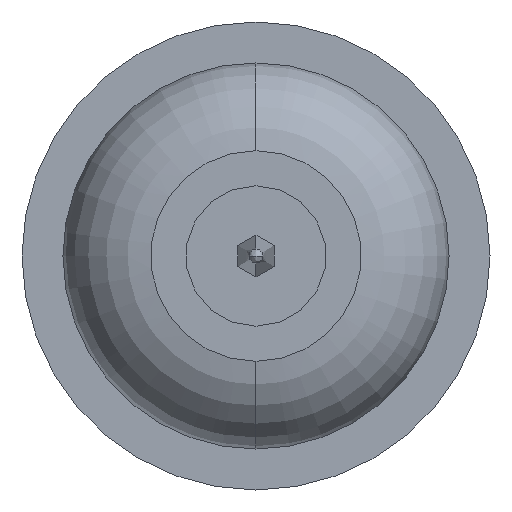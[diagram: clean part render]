
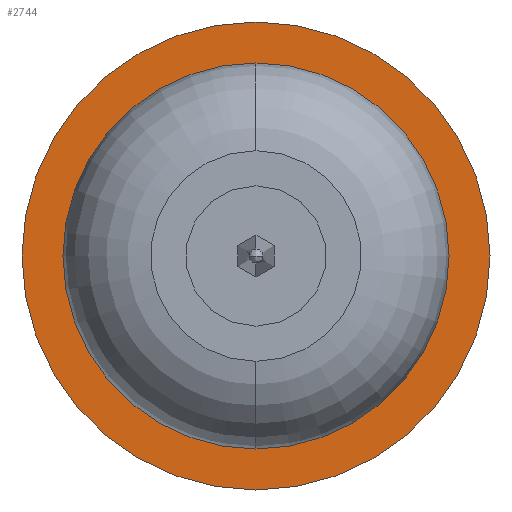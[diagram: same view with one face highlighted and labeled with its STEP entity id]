
A CAD part, front view. The second image highlights one B-rep face of the part: STEP entity #2744.
In plain terms, the highlighted planar face has unit normal (0, -1, 0).
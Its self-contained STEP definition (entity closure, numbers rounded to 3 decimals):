
#88 = VERTEX_POINT ( 'NONE', #656 ) ;
#138 = ORIENTED_EDGE ( 'NONE', *, *, #1479, .F. ) ;
#174 = CARTESIAN_POINT ( 'NONE',  ( 0., -2., 0.825 ) ) ;
#394 = EDGE_CURVE ( 'Defeature ausgef�hrt2_4+Defeature ausgef�hrt2_9+Defeature ausgef�hrt2_9+Defeature ausgef�hrt2_9', #88, #3598, #1455, .T. ) ;
#435 = PLANE ( 'NONE',  #707 ) ;
#447 = DIRECTION ( 'NONE',  ( 0., 1., 0. ) ) ;
#558 = DIRECTION ( 'NONE',  ( 0., 1., 0. ) ) ;
#563 = CARTESIAN_POINT ( 'NONE',  ( 0., -2., 0. ) ) ;
#624 = DIRECTION ( 'NONE',  ( 0., 1., 0. ) ) ;
#648 = EDGE_LOOP ( 'NONE', ( #3495, #2308 ) ) ;
#656 = CARTESIAN_POINT ( 'NONE',  ( 0., -2., -0.825 ) ) ;
#669 = DIRECTION ( 'NONE',  ( -1., 0., 0. ) ) ;
#698 = EDGE_CURVE ( 'Defeature ausgef�hrt2_5+Defeature ausgef�hrt2_4+Defeature ausgef�hrt2_4+Defeature ausgef�hrt2_4', #3438, #1275, #2974, .T. ) ;
#707 = AXIS2_PLACEMENT_3D ( 'NONE', #2810, #2514, #2890 ) ;
#1078 = EDGE_LOOP ( 'NONE', ( #1840, #138 ) ) ;
#1275 = VERTEX_POINT ( 'NONE', #2868 ) ;
#1293 = CIRCLE ( 'NONE', #1614, 0.825 ) ;
#1455 = CIRCLE ( 'NONE', #2991, 0.825 ) ;
#1479 = EDGE_CURVE ( 'Defeature ausgef�hrt2_5+Defeature ausgef�hrt2_4+Defeature ausgef�hrt2_4+Defeature ausgef�hrt2_4', #1275, #3438, #2279, .T. ) ;
#1614 = AXIS2_PLACEMENT_3D ( 'NONE', #3202, #447, #1698 ) ;
#1698 = DIRECTION ( 'NONE',  ( -1., 0., 0. ) ) ;
#1788 = DIRECTION ( 'NONE',  ( -1., 0., 0. ) ) ;
#1822 = AXIS2_PLACEMENT_3D ( 'NONE', #563, #624, #3902 ) ;
#1840 = ORIENTED_EDGE ( 'NONE', *, *, #698, .F. ) ;
#1898 = CARTESIAN_POINT ( 'NONE',  ( 0., -2., 0. ) ) ;
#1922 = CARTESIAN_POINT ( 'NONE',  ( -1., -2., 0. ) ) ;
#2097 = CARTESIAN_POINT ( 'NONE',  ( 0., -2., 0. ) ) ;
#2279 = CIRCLE ( 'NONE', #2720, 1. ) ;
#2308 = ORIENTED_EDGE ( 'NONE', *, *, #394, .T. ) ;
#2514 = DIRECTION ( 'NONE',  ( 0., 1., 0. ) ) ;
#2571 = FACE_BOUND ( 'NONE', #648, .T. ) ;
#2720 = AXIS2_PLACEMENT_3D ( 'NONE', #2097, #558, #1788 ) ;
#2744 = ADVANCED_FACE ( 'Defeature ausgef�hrt2_4', ( #3819, #2571 ), #435, .F. ) ;
#2810 = CARTESIAN_POINT ( 'NONE',  ( 0.825, -2., 0. ) ) ;
#2868 = CARTESIAN_POINT ( 'NONE',  ( 1., -2., 0. ) ) ;
#2890 = DIRECTION ( 'NONE',  ( -1., 0., 0. ) ) ;
#2974 = CIRCLE ( 'NONE', #1822, 1. ) ;
#2991 = AXIS2_PLACEMENT_3D ( 'NONE', #1898, #3781, #669 ) ;
#3202 = CARTESIAN_POINT ( 'NONE',  ( 0., -2., 0. ) ) ;
#3438 = VERTEX_POINT ( 'NONE', #1922 ) ;
#3495 = ORIENTED_EDGE ( 'NONE', *, *, #3660, .T. ) ;
#3598 = VERTEX_POINT ( 'NONE', #174 ) ;
#3660 = EDGE_CURVE ( 'Defeature ausgef�hrt2_4+Defeature ausgef�hrt2_9+Defeature ausgef�hrt2_9+Defeature ausgef�hrt2_9', #3598, #88, #1293, .T. ) ;
#3781 = DIRECTION ( 'NONE',  ( 0., 1., 0. ) ) ;
#3819 = FACE_OUTER_BOUND ( 'NONE', #1078, .T. ) ;
#3902 = DIRECTION ( 'NONE',  ( -1., 0., 0. ) ) ;
